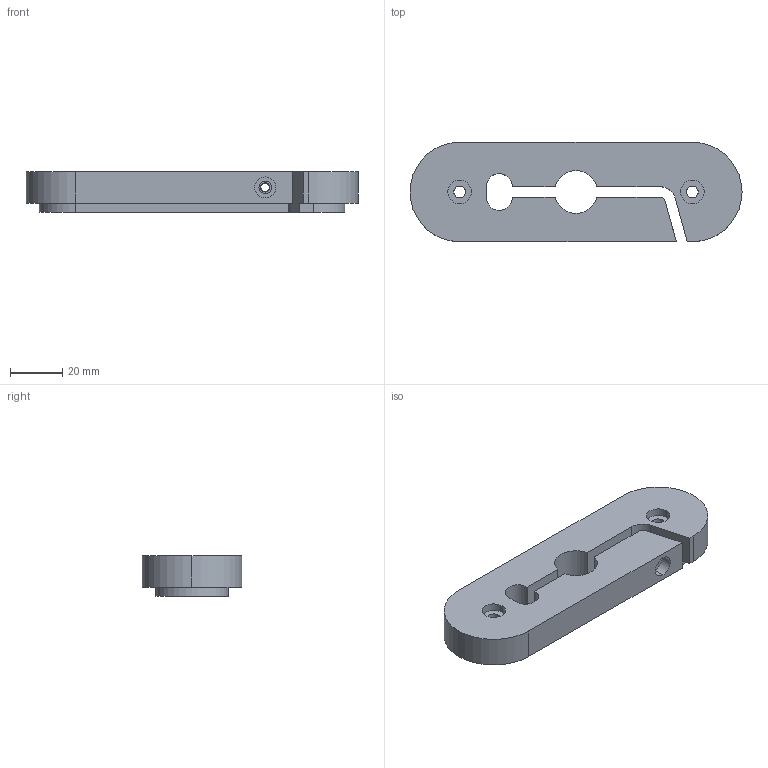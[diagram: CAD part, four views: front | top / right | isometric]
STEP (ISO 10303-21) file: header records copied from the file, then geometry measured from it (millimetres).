
FILE_DESCRIPTION (( 'STEP AP214' ), '1' );
FILE_NAME ('Embase.STEP', '2021-04-07T08:26:38', ( '' ), ( '' ), 'SwSTEP 2.0', 'SolidWorks 2019', '' );
FILE_SCHEMA (( 'AUTOMOTIVE_DESIGN' ));
Length unit declared in the file: millimetre
Products named in the file (1): Embase
Bounding box: 127 x 38 x 15.5 mm (x, y, z)
Volume: 54794.3 mm3; surface area: 16318.3 mm2
Topology: 1 solids, 1 shells, 49 faces, 128 edges, 84 vertices
Faces by surface type: cylinder 26, plane 19, cone 4
Entity records: 1884 total; most frequent: DIRECTION 284, CARTESIAN_POINT 262, ORIENTED_EDGE 256, EDGE_CURVE 128, AXIS2_PLACEMENT_3D 106, VERTEX_POINT 84, LINE 72, VECTOR 72
